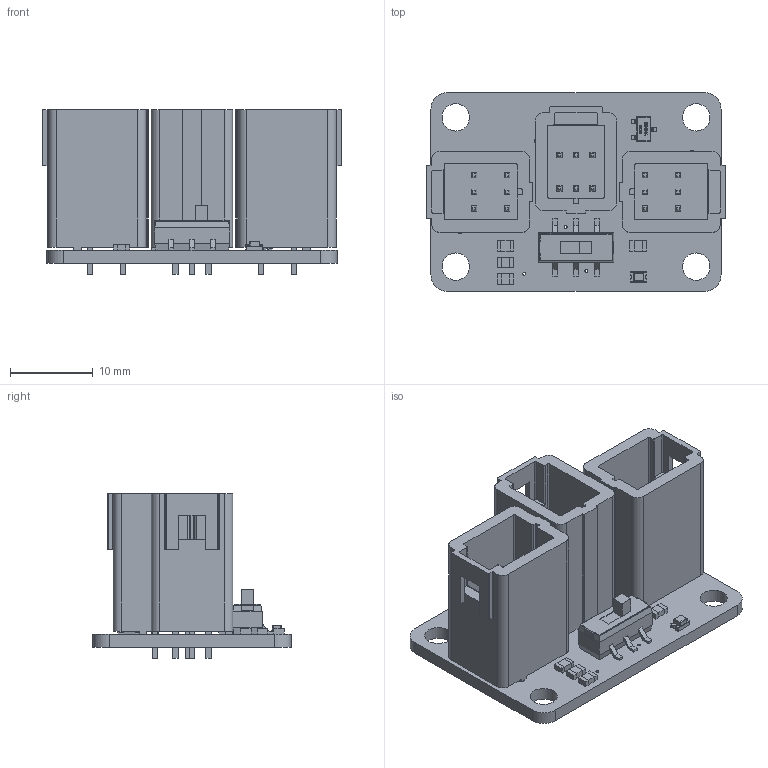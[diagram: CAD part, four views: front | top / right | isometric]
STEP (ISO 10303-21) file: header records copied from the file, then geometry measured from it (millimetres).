
FILE_DESCRIPTION(/* description */ (''),/* implementation_level */ '2;1');
FILE_NAME(/* name */ 'JWPF_6_pin_link v8.step',/* time_stamp */ '2020-09-22T17:24:09+01:00',/* author */ (''),/* organization */ (''),/* preprocessor_version */ 'ST-DEVELOPER v18.1',/* originating_system */ 'Autodesk Translation Framework v9.3.0.1241',/* authorisation */ '');
FILE_SCHEMA (('AUTOMOTIVE_DESIGN { 1 0 10303 214 3 1 1 }'));
Length unit declared in the file: millimetre
Products named in the file (9): JWPF_6_pin_link; PCB Component; Board; JWPF_2X3; 3k; 4.7nF; PESD1CAN; CHIP-LED0805; JS202011SCQN
Assembly tree (12 placements, depth 3):
  JWPF_6_pin_link
    PCB Component
      Board
      JWPF_2X3  x3
      3k  x3
      4.7nF
      PESD1CAN
      CHIP-LED0805
      JS202011SCQN
Bounding box: 36.18 x 24 x 19.9 mm (x, y, z)
Volume: 4930.8 mm3; surface area: 6567.5 mm2
Topology: 11 solids, 11 shells, 913 faces, 2372 edges, 1528 vertices
Faces by surface type: plane 654, cylinder 152, bspline 95, sphere 12
Full cylindrical faces by diameter (mm): 0.35 x4, 1 x18, 1.1 x3, 3.3 x4
Entity records: 24365 total; most frequent: CARTESIAN_POINT 9358, ORIENTED_EDGE 3122, DIRECTION 2615, EDGE_CURVE 1561, LINE 1173, VECTOR 1173, VERTEX_POINT 1012, AXIS2_PLACEMENT_3D 721
